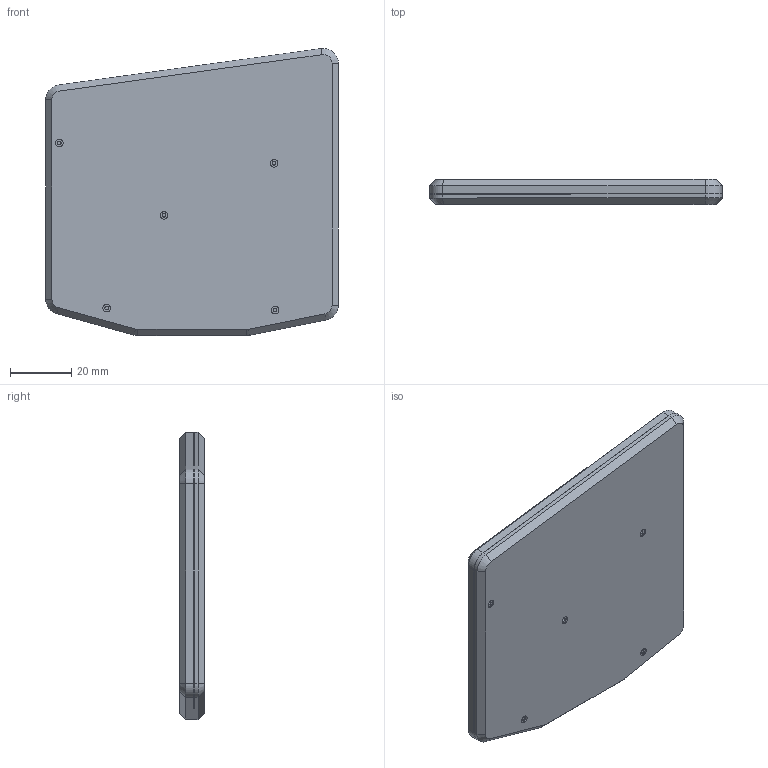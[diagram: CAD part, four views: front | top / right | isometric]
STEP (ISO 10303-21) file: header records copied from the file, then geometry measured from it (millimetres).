
FILE_DESCRIPTION(/* description */ (''),/* implementation_level */ '2;1');
FILE_NAME(/* name */ 'left-case.stp',/* time_stamp */ '2022-11-06T09:32:57+01:00',/* author */ ('gabri'),/* organization */ (''),/* preprocessor_version */ 'ST-DEVELOPER v19',/* originating_system */ 'Autodesk Inventor 2023',/* authorisation */ '');
FILE_SCHEMA (('AUTOMOTIVE_DESIGN { 1 0 10303 214 3 1 1 }'));
Length unit declared in the file: millimetre
Products named in the file (1): case
Bounding box: 95.6 x 8.05 x 93.85 mm (x, y, z)
Volume: 27267.5 mm3; surface area: 32065 mm2
Topology: 2 solids, 2 shells, 412 faces, 1059 edges, 692 vertices
Faces by surface type: plane 319, cylinder 75, cone 12, torus 6
Full cylindrical faces by diameter (mm): 1.183 x10, 2.5 x5, 3.74 x10
Entity records: 12501 total; most frequent: CARTESIAN_POINT 2176, ORIENTED_EDGE 2118, DIRECTION 2055, EDGE_CURVE 1059, LINE 885, VECTOR 885, VERTEX_POINT 692, AXIS2_PLACEMENT_3D 585
